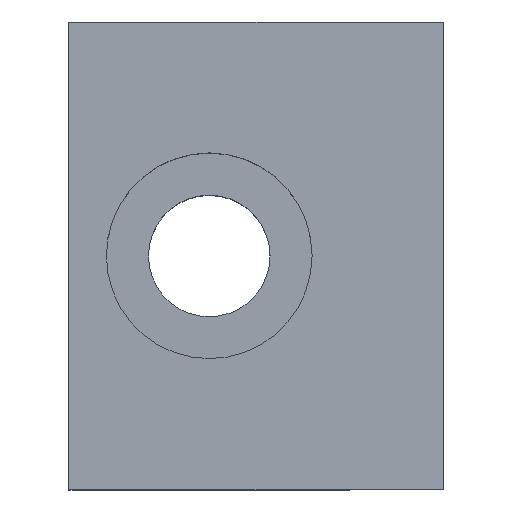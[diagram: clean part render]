
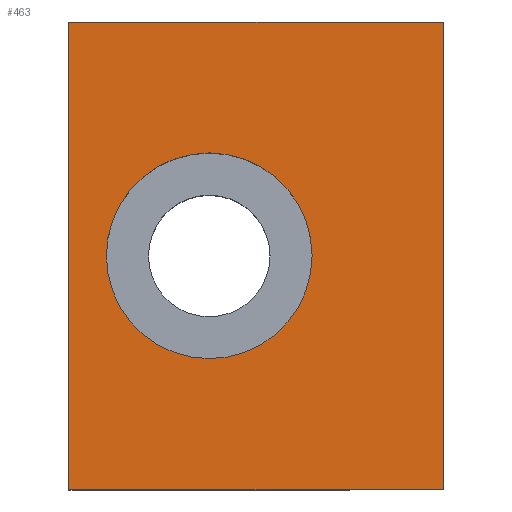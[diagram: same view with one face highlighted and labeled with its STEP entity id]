
A CAD part, top view. The second image highlights one B-rep face of the part: STEP entity #463.
In plain terms, the highlighted planar face has unit normal (0, 0, 1).
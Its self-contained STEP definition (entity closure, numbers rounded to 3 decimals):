
#122=CARTESIAN_POINT('',(13.,0.,15.0));
#123=VERTEX_POINT('',#122);
#124=CARTESIAN_POINT('',(7.5,0.,15.0));
#125=DIRECTION('',(0.0,0.0,-1.0));
#126=DIRECTION('',(1.0,0.0,0.0));
#127=AXIS2_PLACEMENT_3D('',#124,#125,#126);
#128=CIRCLE('',#127,5.5);
#129=EDGE_CURVE('',#123,#123,#128,.T.);
#320=CARTESIAN_POINT('',(20.,-12.5,15.0));
#321=VERTEX_POINT('',#320);
#328=CARTESIAN_POINT('',(0.,-12.5,15.0));
#329=VERTEX_POINT('',#328);
#330=CARTESIAN_POINT('',(20.,-12.5,15.0));
#331=DIRECTION('',(-1.0,0.0,0.0));
#332=VECTOR('',#331,20.0);
#333=LINE('',#330,#332);
#334=EDGE_CURVE('',#321,#329,#333,.T.);
#359=CARTESIAN_POINT('',(20.,12.5,15.0));
#360=VERTEX_POINT('',#359);
#367=CARTESIAN_POINT('',(20.,12.5,15.0));
#368=DIRECTION('',(0.0,-1.0,0.0));
#369=VECTOR('',#368,25.);
#370=LINE('',#367,#369);
#371=EDGE_CURVE('',#360,#321,#370,.T.);
#382=CARTESIAN_POINT('',(0.,12.5,15.0));
#383=VERTEX_POINT('',#382);
#384=CARTESIAN_POINT('',(0.,-12.5,15.0));
#385=DIRECTION('',(0.0,1.0,0.0));
#386=VECTOR('',#385,25.);
#387=LINE('',#384,#386);
#388=EDGE_CURVE('',#329,#383,#387,.T.);
#421=CARTESIAN_POINT('',(0.,12.5,15.0));
#422=DIRECTION('',(1.0,0.0,0.0));
#423=VECTOR('',#422,20.0);
#424=LINE('',#421,#423);
#425=EDGE_CURVE('',#383,#360,#424,.T.);
#449=CARTESIAN_POINT('',(10.,0.,15.0));
#450=DIRECTION('',(0.0,0.0,1.0));
#451=DIRECTION('',(1.0,0.0,0.0));
#452=AXIS2_PLACEMENT_3D('',#449,#450,#451);
#453=PLANE('',#452);
#454=ORIENTED_EDGE('',*,*,#388,.F.);
#455=ORIENTED_EDGE('',*,*,#334,.F.);
#456=ORIENTED_EDGE('',*,*,#371,.F.);
#457=ORIENTED_EDGE('',*,*,#425,.F.);
#458=EDGE_LOOP('',(#454,#455,#456,#457));
#459=FACE_OUTER_BOUND('',#458,.T.);
#460=ORIENTED_EDGE('',*,*,#129,.T.);
#461=EDGE_LOOP('',(#460));
#462=FACE_BOUND('',#461,.T.);
#463=ADVANCED_FACE('',(#459,#462),#453,.T.);
